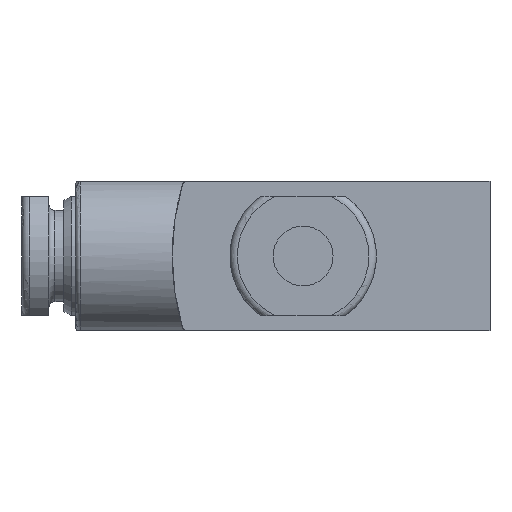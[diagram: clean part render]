
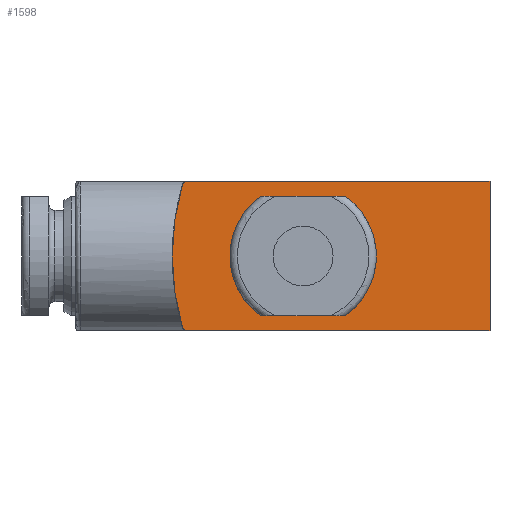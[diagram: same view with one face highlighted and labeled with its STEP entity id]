
A CAD part, left-side view. The second image highlights one B-rep face of the part: STEP entity #1598.
In plain terms, the highlighted planar face has unit normal (-1, 0, 0).
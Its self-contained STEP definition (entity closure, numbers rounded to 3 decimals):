
#98=LINE('',#2251,#174);
#119=LINE('',#2308,#195);
#140=LINE('',#2408,#216);
#174=VECTOR('',#1859,1000.);
#195=VECTOR('',#1882,1000.);
#216=VECTOR('',#1957,1000.);
#388=ORIENTED_EDGE('',*,*,#638,.F.);
#389=ORIENTED_EDGE('',*,*,#619,.F.);
#390=ORIENTED_EDGE('',*,*,#626,.F.);
#391=ORIENTED_EDGE('',*,*,#633,.F.);
#392=ORIENTED_EDGE('',*,*,#590,.F.);
#393=ORIENTED_EDGE('',*,*,#630,.F.);
#394=ORIENTED_EDGE('',*,*,#568,.F.);
#568=EDGE_CURVE('',#703,#704,#98,.T.);
#590=EDGE_CURVE('',#725,#726,#119,.T.);
#619=EDGE_CURVE('',#746,#703,#798,.T.);
#626=EDGE_CURVE('',#750,#746,#800,.T.);
#630=EDGE_CURVE('',#704,#725,#140,.T.);
#633=EDGE_CURVE('',#726,#750,#802,.T.);
#638=EDGE_CURVE('',#754,#754,#805,.F.);
#703=VERTEX_POINT('',#2250);
#704=VERTEX_POINT('',#2252);
#725=VERTEX_POINT('',#2307);
#726=VERTEX_POINT('',#2309);
#746=VERTEX_POINT('',#2386);
#750=VERTEX_POINT('',#2399);
#754=VERTEX_POINT('',#2422);
#798=CIRCLE('',#1691,0.3);
#800=CIRCLE('',#1698,17.042);
#802=CIRCLE('',#1705,0.3);
#805=CIRCLE('',#1713,4.);
#864=EDGE_LOOP('',(#388));
#865=EDGE_LOOP('',(#389,#390,#391,#392,#393,#394));
#968=FACE_BOUND('',#864,.T.);
#969=FACE_BOUND('',#865,.T.);
#1045=PLANE('',#1712);
#1598=ADVANCED_FACE('',(#968,#969),#1045,.F.);
#1691=AXIS2_PLACEMENT_3D('',#2387,#1930,#1931);
#1698=AXIS2_PLACEMENT_3D('',#2400,#1946,#1947);
#1705=AXIS2_PLACEMENT_3D('',#2412,#1963,#1964);
#1712=AXIS2_PLACEMENT_3D('',#2420,#1977,#1978);
#1713=AXIS2_PLACEMENT_3D('',#2421,#1979,#1980);
#1859=DIRECTION('',(0.,-1.,0.));
#1882=DIRECTION('',(0.,1.,0.));
#1930=DIRECTION('',(1.,0.,0.));
#1931=DIRECTION('',(0.,0.,-1.));
#1946=DIRECTION('',(1.,0.,0.));
#1947=DIRECTION('',(0.,0.,-1.));
#1957=DIRECTION('',(0.,0.,-1.));
#1963=DIRECTION('',(1.,0.,0.));
#1964=DIRECTION('',(0.,0.,-1.));
#1977=DIRECTION('',(1.,0.,0.));
#1978=DIRECTION('',(0.,0.,-1.));
#1979=DIRECTION('',(1.,0.,0.));
#1980=DIRECTION('',(0.,0.,-1.));
#2250=CARTESIAN_POINT('',(-25.5,20.277,5.));
#2251=CARTESIAN_POINT('',(-25.5,20.277,5.));
#2252=CARTESIAN_POINT('',(-25.5,0.,5.));
#2307=CARTESIAN_POINT('',(-25.5,0.,-5.));
#2308=CARTESIAN_POINT('',(-25.5,0.,-5.));
#2309=CARTESIAN_POINT('',(-25.5,20.277,-5.));
#2386=CARTESIAN_POINT('',(-25.5,20.565,4.784));
#2387=CARTESIAN_POINT('',(-25.5,20.277,4.7));
#2399=CARTESIAN_POINT('',(-25.5,20.565,-4.784));
#2400=CARTESIAN_POINT('',(-25.5,4.208,0.));
#2408=CARTESIAN_POINT('',(-25.5,0.,5.));
#2412=CARTESIAN_POINT('',(-25.5,20.277,-4.7));
#2420=CARTESIAN_POINT('',(-25.5,20.277,4.7));
#2421=CARTESIAN_POINT('',(-25.5,12.5,0.));
#2422=CARTESIAN_POINT('',(-25.5,12.5,-4.));
